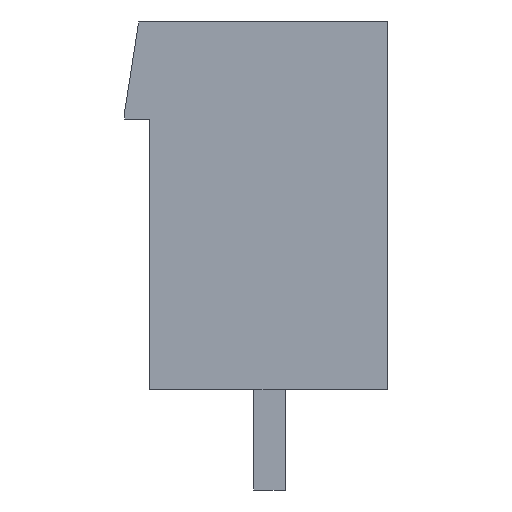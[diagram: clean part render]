
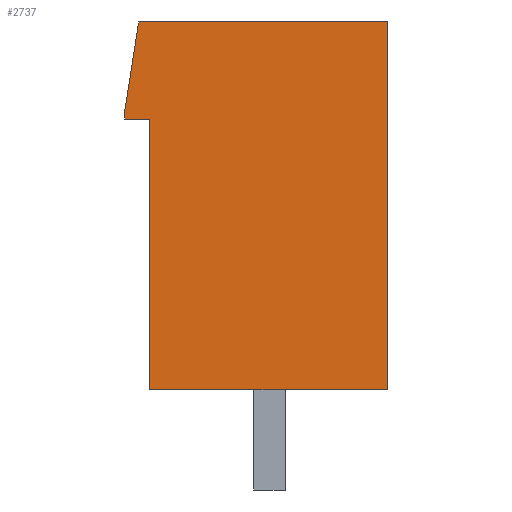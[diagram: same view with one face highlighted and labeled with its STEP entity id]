
A CAD part, left-side view. The second image highlights one B-rep face of the part: STEP entity #2737.
In plain terms, the highlighted planar face has unit normal (-1, 0, 0).
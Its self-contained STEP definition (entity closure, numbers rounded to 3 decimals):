
#2714=AXIS2_PLACEMENT_3D('Plane Axis2P3D',#2711,#2712,#2713) ;
#717=CARTESIAN_POINT('Vertex',(0.,7.95,14.95)) ;
#722=CARTESIAN_POINT('Line Origine',(0.,3.975,14.95)) ;
#726=CARTESIAN_POINT('Vertex',(0.,0.,14.95)) ;
#2059=CARTESIAN_POINT('Vertex',(0.,7.6,11.85)) ;
#2062=CARTESIAN_POINT('Line Origine',(0.,8.,11.85)) ;
#2066=CARTESIAN_POINT('Vertex',(0.,8.4,11.85)) ;
#2191=CARTESIAN_POINT('Vertex',(0.,7.6,3.2)) ;
#2194=CARTESIAN_POINT('Line Origine',(0.,7.6,7.525)) ;
#2684=CARTESIAN_POINT('Vertex',(0.,0.,3.2)) ;
#2687=CARTESIAN_POINT('Line Origine',(0.,3.8,3.2)) ;
#2699=CARTESIAN_POINT('Line Origine',(0.,0.,9.075)) ;
#2711=CARTESIAN_POINT('Axis2P3D Location',(0.,0.,-0.05)) ;
#2716=CARTESIAN_POINT('Line Origine',(0.,8.175,13.5)) ;
#2720=CARTESIAN_POINT('Vertex',(0.,8.4,12.05)) ;
#2723=CARTESIAN_POINT('Line Origine',(0.,8.4,11.95)) ;
#723=DIRECTION('Vector Direction',(0.,-1.,0.)) ;
#2063=DIRECTION('Vector Direction',(0.,-1.,0.)) ;
#2195=DIRECTION('Vector Direction',(0.,0.,-1.)) ;
#2688=DIRECTION('Vector Direction',(0.,-1.,0.)) ;
#2700=DIRECTION('Vector Direction',(0.,0.,-1.)) ;
#2712=DIRECTION('Axis2P3D Direction',(-1.,0.,0.)) ;
#2713=DIRECTION('Axis2P3D XDirection',(0.,0.,1.)) ;
#2717=DIRECTION('Vector Direction',(0.,0.153,-0.988)) ;
#2724=DIRECTION('Vector Direction',(0.,0.,1.)) ;
#724=VECTOR('Line Direction',#723,1.) ;
#2064=VECTOR('Line Direction',#2063,1.) ;
#2196=VECTOR('Line Direction',#2195,1.) ;
#2689=VECTOR('Line Direction',#2688,1.) ;
#2701=VECTOR('Line Direction',#2700,1.) ;
#2718=VECTOR('Line Direction',#2717,1.) ;
#2725=VECTOR('Line Direction',#2724,1.) ;
#2729=ORIENTED_EDGE('',*,*,#2068,.T.) ;
#2730=ORIENTED_EDGE('',*,*,#2198,.T.) ;
#2731=ORIENTED_EDGE('',*,*,#2691,.T.) ;
#2732=ORIENTED_EDGE('',*,*,#2703,.T.) ;
#2733=ORIENTED_EDGE('',*,*,#728,.T.) ;
#2734=ORIENTED_EDGE('',*,*,#2722,.T.) ;
#2735=ORIENTED_EDGE('',*,*,#2727,.T.) ;
#2737=ADVANCED_FACE('HOUSING',(#2736),#2715,.T.) ;
#728=EDGE_CURVE('',#727,#718,#725,.F.) ;
#2068=EDGE_CURVE('',#2067,#2060,#2065,.T.) ;
#2198=EDGE_CURVE('',#2060,#2192,#2197,.T.) ;
#2691=EDGE_CURVE('',#2192,#2685,#2690,.T.) ;
#2703=EDGE_CURVE('',#2685,#727,#2702,.F.) ;
#2722=EDGE_CURVE('',#718,#2721,#2719,.T.) ;
#2727=EDGE_CURVE('',#2721,#2067,#2726,.F.) ;
#2728=EDGE_LOOP('',(#2729,#2730,#2731,#2732,#2733,#2734,#2735)) ;
#2736=FACE_OUTER_BOUND('',#2728,.T.) ;
#725=LINE('Line',#722,#724) ;
#2065=LINE('Line',#2062,#2064) ;
#2197=LINE('Line',#2194,#2196) ;
#2690=LINE('Line',#2687,#2689) ;
#2702=LINE('Line',#2699,#2701) ;
#2719=LINE('Line',#2716,#2718) ;
#2726=LINE('Line',#2723,#2725) ;
#2715=PLANE('',#2714) ;
#718=VERTEX_POINT('',#717) ;
#727=VERTEX_POINT('',#726) ;
#2060=VERTEX_POINT('',#2059) ;
#2067=VERTEX_POINT('',#2066) ;
#2192=VERTEX_POINT('',#2191) ;
#2685=VERTEX_POINT('',#2684) ;
#2721=VERTEX_POINT('',#2720) ;
